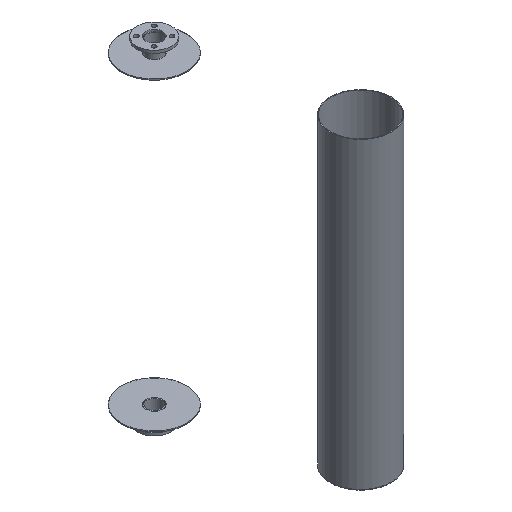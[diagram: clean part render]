
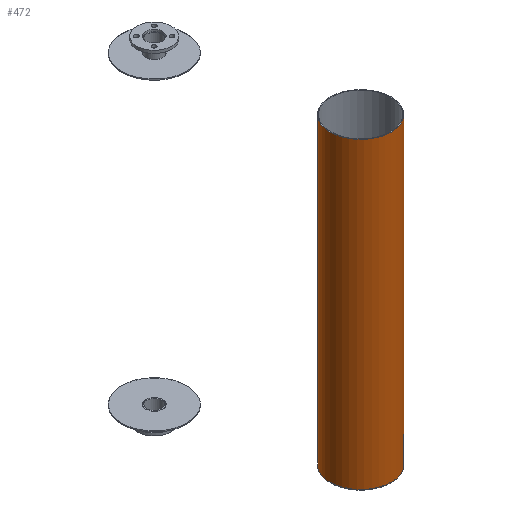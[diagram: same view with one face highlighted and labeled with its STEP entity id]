
A CAD part, isometric view. The second image highlights one B-rep face of the part: STEP entity #472.
In plain terms, the highlighted cylindrical face has radius 90.5 mm (diameter 181 mm), a full revolution.
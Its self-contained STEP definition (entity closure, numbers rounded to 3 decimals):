
#54=FACE_BOUND('',#144,.T.);
#106=FACE_OUTER_BOUND('',#143,.T.);
#143=EDGE_LOOP('',(#363));
#144=EDGE_LOOP('',(#364));
#231=CIRCLE('',#519,90.5);
#232=CIRCLE('',#520,90.5);
#275=VERTEX_POINT('',#776);
#276=VERTEX_POINT('',#778);
#319=EDGE_CURVE('',#275,#275,#231,.T.);
#320=EDGE_CURVE('',#276,#276,#232,.T.);
#363=ORIENTED_EDGE('',*,*,#319,.F.);
#364=ORIENTED_EDGE('',*,*,#320,.F.);
#450=CYLINDRICAL_SURFACE('',#518,90.5);
#472=ADVANCED_FACE('',(#106,#54),#450,.T.);
#518=AXIS2_PLACEMENT_3D('',#775,#607,#608);
#519=AXIS2_PLACEMENT_3D('',#777,#609,#610);
#520=AXIS2_PLACEMENT_3D('',#779,#611,#612);
#607=DIRECTION('center_axis',(0.,0.,1.));
#608=DIRECTION('ref_axis',(-1.,0.,0.));
#609=DIRECTION('center_axis',(0.,0.,1.));
#610=DIRECTION('ref_axis',(-1.,0.,0.));
#611=DIRECTION('center_axis',(0.,0.,-1.));
#612=DIRECTION('ref_axis',(-1.,0.,0.));
#775=CARTESIAN_POINT('Origin',(0.,0.,0.));
#776=CARTESIAN_POINT('',(90.5,0.,900.));
#777=CARTESIAN_POINT('Origin',(0.,0.,900.));
#778=CARTESIAN_POINT('',(90.5,0.,0.));
#779=CARTESIAN_POINT('Origin',(0.,0.,0.));
